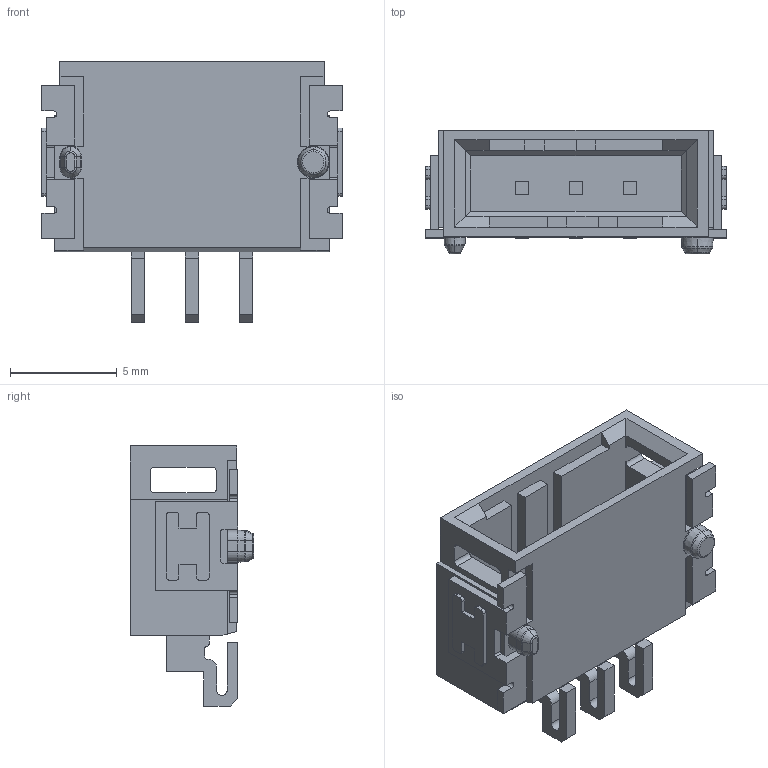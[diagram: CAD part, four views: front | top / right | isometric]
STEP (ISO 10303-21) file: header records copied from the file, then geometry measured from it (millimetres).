
FILE_DESCRIPTION((''),'2;1');
FILE_NAME('C-284052-E','2022-08-06T05:21:52',('workeradm'),('TE Connectivity Ltd.'),'CREO PARAMETRIC BY PTC INC, 2021072','CREO PARAMETRIC BY PTC INC, 2021072','');
FILE_SCHEMA(('AUTOMOTIVE_DESIGN { 1 0 10303 214 1 1 1 1 }'));
Length unit declared in the file: millimetre
Products named in the file (1): C-284052-E
Bounding box: 14.08 x 5.8 x 12.2 mm (x, y, z)
Volume: 366 mm3; surface area: 793.9 mm2
Topology: 1 solids, 1 shells, 292 faces, 791 edges, 509 vertices
Faces by surface type: plane 212, cylinder 60, cone 10, torus 10
Entity records: 9252 total; most frequent: CARTESIAN_POINT 1594, ORIENTED_EDGE 1582, DIRECTION 1528, EDGE_CURVE 791, VECTOR 638, LINE 638, VERTEX_POINT 509, AXIS2_PLACEMENT_3D 445
